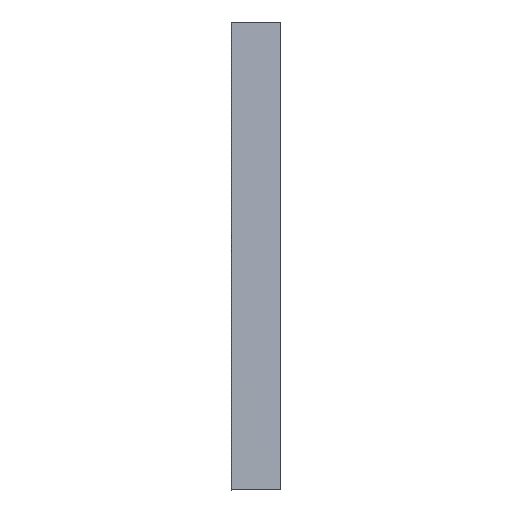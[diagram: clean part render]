
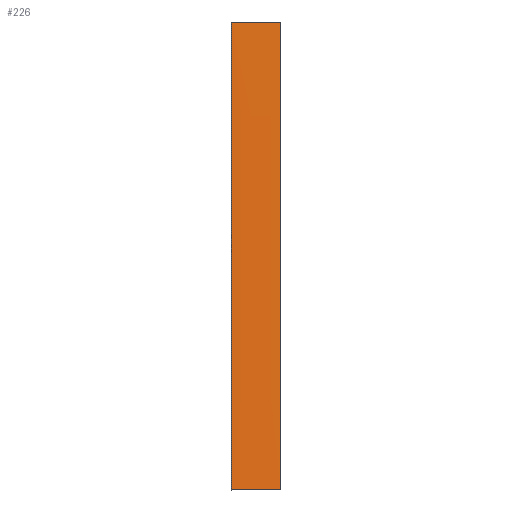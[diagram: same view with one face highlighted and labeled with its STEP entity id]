
A CAD part, front view. The second image highlights one B-rep face of the part: STEP entity #226.
In plain terms, the highlighted face is a extrusion surface.
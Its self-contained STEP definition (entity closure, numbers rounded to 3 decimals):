
#59=CARTESIAN_POINT('Vertex',(423.635,-24.526,2.79)) ;
#63=CARTESIAN_POINT('Control Point',(345.955,-38.906,1.518)) ;
#64=CARTESIAN_POINT('Control Point',(361.545,-36.335,1.745)) ;
#65=CARTESIAN_POINT('Control Point',(377.106,-33.588,1.989)) ;
#66=CARTESIAN_POINT('Control Point',(392.643,-30.69,2.245)) ;
#67=CARTESIAN_POINT('Control Point',(408.15,-27.663,2.513)) ;
#68=CARTESIAN_POINT('Control Point',(423.635,-24.526,2.79)) ;
#69=CARTESIAN_POINT('Vertex',(345.955,-38.906,1.518)) ;
#124=CARTESIAN_POINT('Vertex',(345.955,-38.906,742.)) ;
#128=CARTESIAN_POINT('Control Point',(423.635,-24.526,742.)) ;
#129=CARTESIAN_POINT('Control Point',(408.103,-27.672,742.)) ;
#130=CARTESIAN_POINT('Control Point',(392.499,-30.718,742.)) ;
#131=CARTESIAN_POINT('Control Point',(376.899,-33.626,742.)) ;
#132=CARTESIAN_POINT('Control Point',(361.366,-36.364,742.)) ;
#133=CARTESIAN_POINT('Control Point',(345.955,-38.906,742.)) ;
#134=CARTESIAN_POINT('Vertex',(423.635,-24.526,742.)) ;
#193=CARTESIAN_POINT('Line Origine',(423.635,-24.526,372.395)) ;
#206=CARTESIAN_POINT('Control Point',(423.635,-24.526,0.)) ;
#207=CARTESIAN_POINT('Control Point',(408.103,-27.672,0.)) ;
#208=CARTESIAN_POINT('Control Point',(392.499,-30.718,0.)) ;
#209=CARTESIAN_POINT('Control Point',(376.899,-33.626,0.)) ;
#210=CARTESIAN_POINT('Control Point',(361.366,-36.364,0.)) ;
#211=CARTESIAN_POINT('Control Point',(345.955,-38.906,0.)) ;
#215=CARTESIAN_POINT('Line Origine',(345.955,-38.906,371.)) ;
#195=VECTOR('Line Direction',#194,1.) ;
#213=VECTOR('Extrusion Surface Vector',#212,1.) ;
#217=VECTOR('Line Direction',#216,1.) ;
#194=DIRECTION('Vector Direction',(0.,0.,1.)) ;
#212=DIRECTION('Vector Direction',(0.,0.,1.)) ;
#216=DIRECTION('Vector Direction',(0.,0.,1.)) ;
#196=LINE('Line',#193,#195) ;
#218=LINE('Line',#215,#217) ;
#71=EDGE_CURVE('',#70,#60,#62,.T.) ;
#136=EDGE_CURVE('',#135,#125,#127,.T.) ;
#197=EDGE_CURVE('',#60,#135,#196,.T.) ;
#219=EDGE_CURVE('',#70,#125,#218,.T.) ;
#221=ORIENTED_EDGE('',*,*,#71,.T.) ;
#222=ORIENTED_EDGE('',*,*,#197,.T.) ;
#223=ORIENTED_EDGE('',*,*,#136,.T.) ;
#224=ORIENTED_EDGE('',*,*,#219,.F.) ;
#220=EDGE_LOOP('',(#221,#222,#223,#224)) ;
#60=VERTEX_POINT('',#59) ;
#70=VERTEX_POINT('',#69) ;
#125=VERTEX_POINT('',#124) ;
#135=VERTEX_POINT('',#134) ;
#226=ADVANCED_FACE('PartBody',(#225),#214,.F.) ;
#62=B_SPLINE_CURVE_WITH_KNOTS('',5,(#63,#64,#65,#66,#67,#68),.UNSPECIFIED.,.F.,.U.,(6,6),(0.,79.02),.UNSPECIFIED.) ;
#127=B_SPLINE_CURVE_WITH_KNOTS('',5,(#128,#129,#130,#131,#132,#133),.UNSPECIFIED.,.F.,.U.,(6,6),(0.,79.006),.UNSPECIFIED.) ;
#205=B_SPLINE_CURVE_WITH_KNOTS('',5,(#206,#207,#208,#209,#210,#211),.UNSPECIFIED.,.F.,.U.,(6,6),(0.,79.006),.UNSPECIFIED.) ;
#225=FACE_OUTER_BOUND('',#220,.T.) ;
#214=SURFACE_OF_LINEAR_EXTRUSION('generated tabulated cylinder',#205,#213) ;
